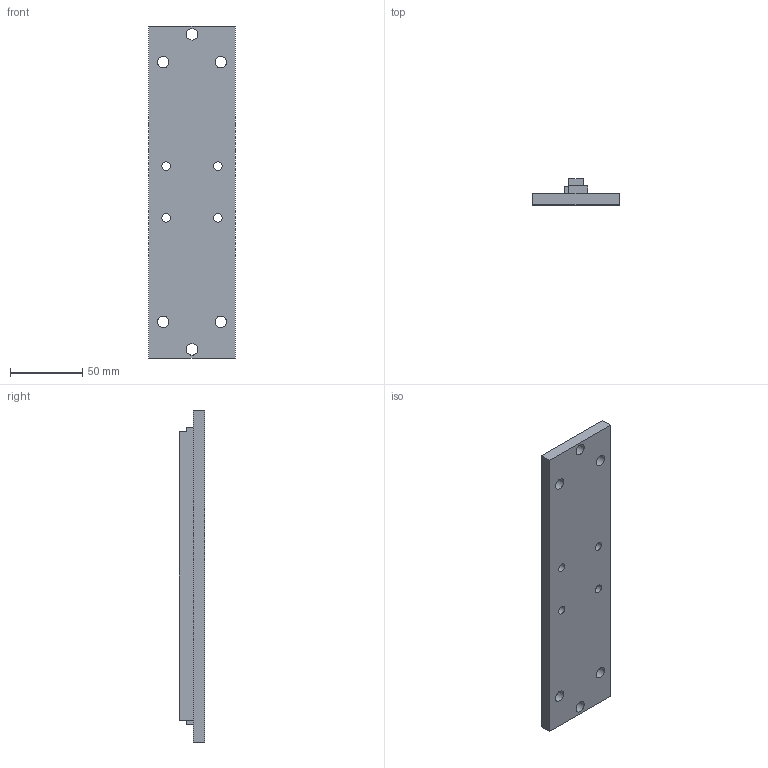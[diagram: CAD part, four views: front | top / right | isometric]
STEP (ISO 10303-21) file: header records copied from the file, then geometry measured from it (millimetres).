
FILE_DESCRIPTION(/* description */ (''),/* implementation_level */ '2;1');
FILE_NAME(/* name */ 'plate_1d_tank_shakerV3.stp',/* time_stamp */ '2018-07-23T10:37:47+02:00',/* author */ ('Hai Bar'),/* organization */ (''),/* preprocessor_version */ 'ST-DEVELOPER v16.13',/* originating_system */ 'Autodesk Inventor 2018',/* authorisation */ '');
FILE_SCHEMA (('AUTOMOTIVE_DESIGN { 1 0 10303 214 3 1 1 }'));
Length unit declared in the file: millimetre
Products named in the file (1): plate_1d_tank_shakerV3
Bounding box: 60 x 18 x 230 mm (x, y, z)
Volume: 127472.5 mm3; surface area: 37540.2 mm2
Topology: 1 solids, 1 shells, 29 faces, 105 edges, 98 vertices
Faces by surface type: plane 19, cylinder 10
Full cylindrical faces by diameter (mm): 6 x4, 8 x6
Entity records: 1063 total; most frequent: CARTESIAN_POINT 194, DIRECTION 166, ORIENTED_EDGE 132, EDGE_CURVE 66, EDGE_LOOP 60, AXIS2_PLACEMENT_3D 60, VERTEX_POINT 50, LINE 46
